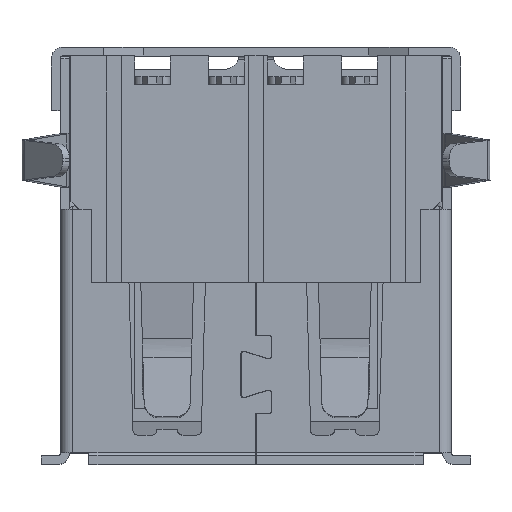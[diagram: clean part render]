
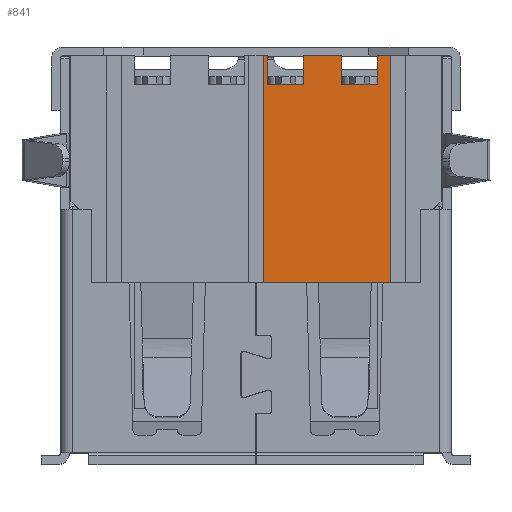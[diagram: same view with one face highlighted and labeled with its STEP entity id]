
A CAD part, top view. The second image highlights one B-rep face of the part: STEP entity #841.
In plain terms, the highlighted planar face has unit normal (0, 0, 1).
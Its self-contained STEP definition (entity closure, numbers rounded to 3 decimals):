
#841 = ADVANCED_FACE( '', ( #2229 ), #2230, .F. );
#2229 = FACE_OUTER_BOUND( '', #4243, .T. );
#2230 = PLANE( '', #4244 );
#4243 = EDGE_LOOP( '', ( #6943, #6944, #6945, #6946, #6947, #6948, #6949, #6950, #6951, #6952, #6953, #6954 ) );
#4244 = AXIS2_PLACEMENT_3D( '', #6955, #6956, #6957 );
#6943 = ORIENTED_EDGE( '', *, *, #12811, .T. );
#6944 = ORIENTED_EDGE( '', *, *, #12812, .T. );
#6945 = ORIENTED_EDGE( '', *, *, #12813, .T. );
#6946 = ORIENTED_EDGE( '', *, *, #12814, .T. );
#6947 = ORIENTED_EDGE( '', *, *, #12815, .T. );
#6948 = ORIENTED_EDGE( '', *, *, #12816, .F. );
#6949 = ORIENTED_EDGE( '', *, *, #12817, .F. );
#6950 = ORIENTED_EDGE( '', *, *, #12818, .T. );
#6951 = ORIENTED_EDGE( '', *, *, #12819, .T. );
#6952 = ORIENTED_EDGE( '', *, *, #12820, .T. );
#6953 = ORIENTED_EDGE( '', *, *, #12821, .T. );
#6954 = ORIENTED_EDGE( '', *, *, #12822, .T. );
#6955 = CARTESIAN_POINT( '', ( 4.55, -13.514, 3.56 ) );
#6956 = DIRECTION( '', ( 0., 0., -1. ) );
#6957 = DIRECTION( '', ( -1., 0., 0. ) );
#12811 = EDGE_CURVE( '', #15403, #15404, #15405, .T. );
#12812 = EDGE_CURVE( '', #15404, #15406, #15407, .T. );
#12813 = EDGE_CURVE( '', #15406, #15408, #15409, .T. );
#12814 = EDGE_CURVE( '', #15408, #15410, #15411, .T. );
#12815 = EDGE_CURVE( '', #15410, #15412, #15413, .T. );
#12816 = EDGE_CURVE( '', #15414, #15412, #15415, .T. );
#12817 = EDGE_CURVE( '', #15416, #15414, #15417, .T. );
#12818 = EDGE_CURVE( '', #15416, #15418, #15419, .T. );
#12819 = EDGE_CURVE( '', #15418, #15420, #15421, .T. );
#12820 = EDGE_CURVE( '', #15420, #15422, #15423, .T. );
#12821 = EDGE_CURVE( '', #15422, #15424, #15425, .T. );
#12822 = EDGE_CURVE( '', #15424, #15403, #15426, .T. );
#15403 = VERTEX_POINT( '', #19132 );
#15404 = VERTEX_POINT( '', #19133 );
#15405 = LINE( '', #19134, #19135 );
#15406 = VERTEX_POINT( '', #19136 );
#15407 = LINE( '', #19137, #19138 );
#15408 = VERTEX_POINT( '', #19139 );
#15409 = LINE( '', #19140, #19141 );
#15410 = VERTEX_POINT( '', #19142 );
#15411 = LINE( '', #19143, #19144 );
#15412 = VERTEX_POINT( '', #19145 );
#15413 = LINE( '', #19146, #19147 );
#15414 = VERTEX_POINT( '', #19148 );
#15415 = LINE( '', #19149, #19150 );
#15416 = VERTEX_POINT( '', #19151 );
#15417 = LINE( '', #19152, #19153 );
#15418 = VERTEX_POINT( '', #19154 );
#15419 = LINE( '', #19155, #19156 );
#15420 = VERTEX_POINT( '', #19157 );
#15421 = LINE( '', #19158, #19159 );
#15422 = VERTEX_POINT( '', #19160 );
#15423 = LINE( '', #19161, #19162 );
#15424 = VERTEX_POINT( '', #19163 );
#15425 = LINE( '', #19164, #19165 );
#15426 = LINE( '', #19166, #19167 );
#19132 = CARTESIAN_POINT( '', ( 2.9, 2.6, 3.56 ) );
#19133 = CARTESIAN_POINT( '', ( 1.6, 2.6, 3.56 ) );
#19134 = CARTESIAN_POINT( '', ( 4.55, 2.6, 3.56 ) );
#19135 = VECTOR( '', #24510, 1000. );
#19136 = CARTESIAN_POINT( '', ( 1.6, 1.645, 3.56 ) );
#19137 = CARTESIAN_POINT( '', ( 1.6, -13.514, 3.56 ) );
#19138 = VECTOR( '', #24511, 1000. );
#19139 = CARTESIAN_POINT( '', ( 0.4, 1.645, 3.56 ) );
#19140 = CARTESIAN_POINT( '', ( 4.55, 1.645, 3.56 ) );
#19141 = VECTOR( '', #24512, 1000. );
#19142 = CARTESIAN_POINT( '', ( 0.4, 2.6, 3.56 ) );
#19143 = CARTESIAN_POINT( '', ( 0.4, -13.514, 3.56 ) );
#19144 = VECTOR( '', #24513, 1000. );
#19145 = CARTESIAN_POINT( '', ( 0.25, 2.6, 3.56 ) );
#19146 = CARTESIAN_POINT( '', ( 4.55, 2.6, 3.56 ) );
#19147 = VECTOR( '', #24514, 1000. );
#19148 = CARTESIAN_POINT( '', ( 0.25, -5.05, 3.56 ) );
#19149 = CARTESIAN_POINT( '', ( 0.25, -13.514, 3.56 ) );
#19150 = VECTOR( '', #24515, 1000. );
#19151 = CARTESIAN_POINT( '', ( 4.55, -5.05, 3.56 ) );
#19152 = CARTESIAN_POINT( '', ( 6.25, -5.05, 3.56 ) );
#19153 = VECTOR( '', #24516, 1000. );
#19154 = CARTESIAN_POINT( '', ( 4.55, 2.6, 3.56 ) );
#19155 = CARTESIAN_POINT( '', ( 4.55, -13.514, 3.56 ) );
#19156 = VECTOR( '', #24517, 1000. );
#19157 = CARTESIAN_POINT( '', ( 4.1, 2.6, 3.56 ) );
#19158 = CARTESIAN_POINT( '', ( 4.55, 2.6, 3.56 ) );
#19159 = VECTOR( '', #24518, 1000. );
#19160 = CARTESIAN_POINT( '', ( 4.1, 1.645, 3.56 ) );
#19161 = CARTESIAN_POINT( '', ( 4.1, -13.514, 3.56 ) );
#19162 = VECTOR( '', #24519, 1000. );
#19163 = CARTESIAN_POINT( '', ( 2.9, 1.645, 3.56 ) );
#19164 = CARTESIAN_POINT( '', ( 4.55, 1.645, 3.56 ) );
#19165 = VECTOR( '', #24520, 1000. );
#19166 = CARTESIAN_POINT( '', ( 2.9, -13.514, 3.56 ) );
#19167 = VECTOR( '', #24521, 1000. );
#24510 = DIRECTION( '', ( -1., 0., 0. ) );
#24511 = DIRECTION( '', ( 0., -1., 0. ) );
#24512 = DIRECTION( '', ( -1., 0., 0. ) );
#24513 = DIRECTION( '', ( 0., 1., 0. ) );
#24514 = DIRECTION( '', ( -1., 0., 0. ) );
#24515 = DIRECTION( '', ( 0., 1., 0. ) );
#24516 = DIRECTION( '', ( -1., 0., 0. ) );
#24517 = DIRECTION( '', ( 0., 1., 0. ) );
#24518 = DIRECTION( '', ( -1., 0., 0. ) );
#24519 = DIRECTION( '', ( 0., -1., 0. ) );
#24520 = DIRECTION( '', ( -1., 0., 0. ) );
#24521 = DIRECTION( '', ( 0., 1., 0. ) );
